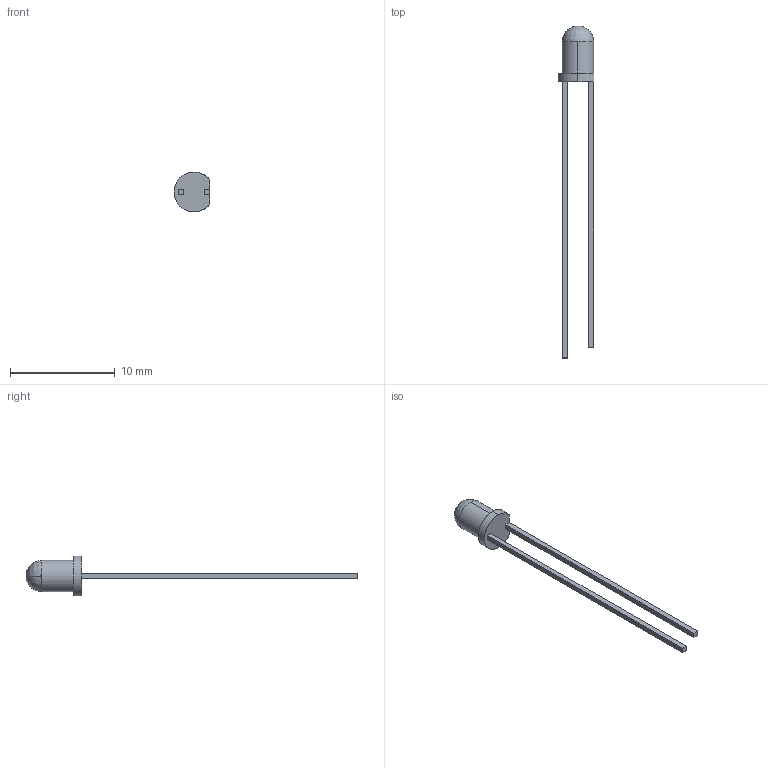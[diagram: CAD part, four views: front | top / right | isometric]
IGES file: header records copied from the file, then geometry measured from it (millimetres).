
Start section: SolidWorks IGES file using analytic representation for surfaces
Global section: file name: 3XX-F.IGS; native system: SolidWorks 2014; preprocessor: SolidWorks 2014; author: mdoan; date: 140630.145431; units: inch
Bounding box: 3.43 x 31.72 x 3.81 mm (x, y, z)
Surface area: 171.7 mm2 (no closed solid volume)
Topology: 0 solids, 0 shells, 21 faces, 177 edges, 174 vertices
Faces by surface type: bspline 14, revolution 7
